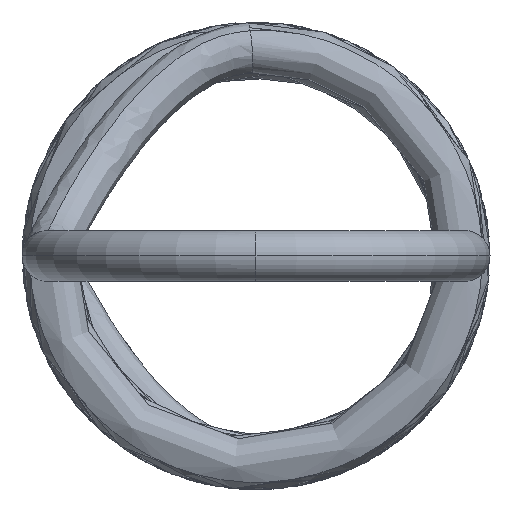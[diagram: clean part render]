
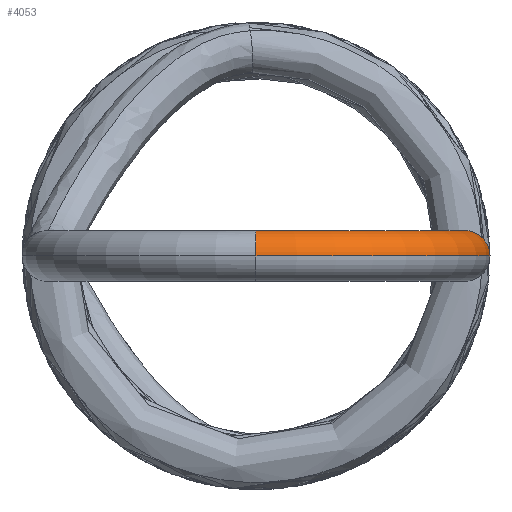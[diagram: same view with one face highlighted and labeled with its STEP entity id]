
A CAD part, left-side view. The second image highlights one B-rep face of the part: STEP entity #4053.
In plain terms, the highlighted toroidal (fillet/blend) face has major radius 2.718 mm and minor radius 0.33 mm.
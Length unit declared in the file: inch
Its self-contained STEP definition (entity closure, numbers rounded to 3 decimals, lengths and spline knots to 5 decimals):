
#279 = DIRECTION ( 'NONE',  ( 0.038, 0., -0.999 ) ) ;
#514 = DIRECTION ( 'NONE',  ( 0., 0., -1. ) ) ;
#568 = EDGE_CURVE ( 'NONE', #6902, #1107, #11060, .T. ) ;
#965 = CIRCLE ( 'NONE', #7945, 0.12 ) ;
#1107 = VERTEX_POINT ( 'NONE', #4529 ) ;
#1817 = CARTESIAN_POINT ( 'NONE',  ( -0.4275, 0., 0. ) ) ;
#2800 = DIRECTION ( 'NONE',  ( 0., 0., -1. ) ) ;
#2835 = CARTESIAN_POINT ( 'NONE',  ( -0.5215, 0., 0. ) ) ;
#2990 = ORIENTED_EDGE ( 'NONE', *, *, #568, .F. ) ;
#3120 = VERTEX_POINT ( 'NONE', #6039 ) ;
#3254 = FACE_OUTER_BOUND ( 'NONE', #7170, .T. ) ;
#3388 = TOROIDAL_SURFACE ( 'NONE', #7363, 0.107, 0.013 ) ;
#3477 = DIRECTION ( 'NONE',  ( -1., 0., 0. ) ) ;
#3559 = DIRECTION ( 'NONE',  ( -1., 0., 0. ) ) ;
#3878 = EDGE_CURVE ( 'NONE', #3120, #7433, #10250, .T. ) ;
#4053 = ADVANCED_FACE ( 'NONE', ( #3254 ), #3388, .T. ) ;
#4449 = DIRECTION ( 'NONE',  ( 0., -1., 0. ) ) ;
#4529 = CARTESIAN_POINT ( 'NONE',  ( -0.4015, 0., 0. ) ) ;
#5278 = AXIS2_PLACEMENT_3D ( 'NONE', #10286, #8631, #3477 ) ;
#5356 = CARTESIAN_POINT ( 'NONE',  ( -0.6285, 0., 0. ) ) ;
#5435 = DIRECTION ( 'NONE',  ( 0., 1., 0. ) ) ;
#5522 = EDGE_CURVE ( 'NONE', #6902, #3120, #5958, .T. ) ;
#5744 = AXIS2_PLACEMENT_3D ( 'NONE', #7131, #5435, #279 ) ;
#5958 = CIRCLE ( 'NONE', #5278, 0.094 ) ;
#6039 = CARTESIAN_POINT ( 'NONE',  ( -0.6155, 0., 0. ) ) ;
#6876 = EDGE_CURVE ( 'NONE', #1107, #7433, #965, .T. ) ;
#6902 = VERTEX_POINT ( 'NONE', #1817 ) ;
#7131 = CARTESIAN_POINT ( 'NONE',  ( -0.4145, 0., 0. ) ) ;
#7166 = CARTESIAN_POINT ( 'NONE',  ( -0.6415, 0., 0. ) ) ;
#7170 = EDGE_LOOP ( 'NONE', ( #9048, #2990, #9324, #9181 ) ) ;
#7200 = DIRECTION ( 'NONE',  ( -1., 0., 0. ) ) ;
#7363 = AXIS2_PLACEMENT_3D ( 'NONE', #9434, #10366, #3559 ) ;
#7433 = VERTEX_POINT ( 'NONE', #7166 ) ;
#7945 = AXIS2_PLACEMENT_3D ( 'NONE', #2835, #2800, #7200 ) ;
#8046 = AXIS2_PLACEMENT_3D ( 'NONE', #5356, #4449, #514 ) ;
#8631 = DIRECTION ( 'NONE',  ( 0., 0., -1. ) ) ;
#9048 = ORIENTED_EDGE ( 'NONE', *, *, #6876, .F. ) ;
#9181 = ORIENTED_EDGE ( 'NONE', *, *, #3878, .T. ) ;
#9324 = ORIENTED_EDGE ( 'NONE', *, *, #5522, .T. ) ;
#9434 = CARTESIAN_POINT ( 'NONE',  ( -0.5215, 0., 0. ) ) ;
#10250 = CIRCLE ( 'NONE', #8046, 0.013 ) ;
#10286 = CARTESIAN_POINT ( 'NONE',  ( -0.5215, 0., 0. ) ) ;
#10366 = DIRECTION ( 'NONE',  ( 0., 0., -1. ) ) ;
#11060 = CIRCLE ( 'NONE', #5744, 0.013 ) ;
